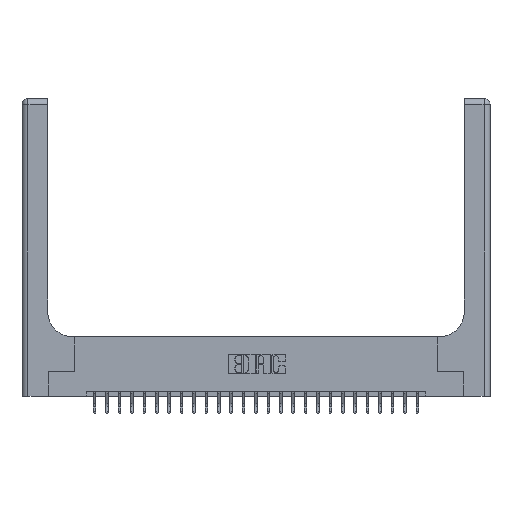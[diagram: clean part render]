
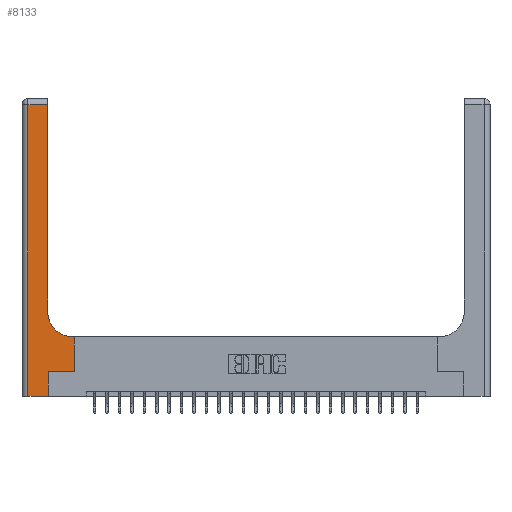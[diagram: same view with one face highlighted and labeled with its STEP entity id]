
A CAD part, top view. The second image highlights one B-rep face of the part: STEP entity #8133.
In plain terms, the highlighted planar face has unit normal (0, 0, 1).
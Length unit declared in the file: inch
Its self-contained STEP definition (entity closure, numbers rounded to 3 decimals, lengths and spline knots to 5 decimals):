
#205 = ORIENTED_EDGE ( 'NONE', *, *, #10556, .T. ) ;
#874 = DIRECTION ( 'NONE',  ( 0., -1., 0. ) ) ;
#1204 = EDGE_CURVE ( 'NONE', #2438, #23071, #23578, .T. ) ;
#1280 = EDGE_CURVE ( 'NONE', #23003, #16996, #4569, .T. ) ;
#1804 = CARTESIAN_POINT ( 'NONE',  ( 0.06, 2.94, 0.37 ) ) ;
#2438 = VERTEX_POINT ( 'NONE', #9193 ) ;
#2837 = CARTESIAN_POINT ( 'NONE',  ( 0.265, 0.25, 0.37 ) ) ;
#3023 = ORIENTED_EDGE ( 'NONE', *, *, #1204, .T. ) ;
#3066 = LINE ( 'NONE', #13325, #4230 ) ;
#3273 = AXIS2_PLACEMENT_3D ( 'NONE', #6180, #18219, #16536 ) ;
#3801 = CARTESIAN_POINT ( 'NONE',  ( 0.528, 0.25, 0.37 ) ) ;
#3832 = VERTEX_POINT ( 'NONE', #22023 ) ;
#3980 = DIRECTION ( 'NONE',  ( -1., 0., 0. ) ) ;
#4154 = ORIENTED_EDGE ( 'NONE', *, *, #5953, .T. ) ;
#4230 = VECTOR ( 'NONE', #9013, 39.37008 ) ;
#4325 = CARTESIAN_POINT ( 'NONE',  ( 0., 0., 0.37 ) ) ;
#4452 = DIRECTION ( 'NONE',  ( 1., 0., 0. ) ) ;
#4569 = LINE ( 'NONE', #4325, #13720 ) ;
#5953 = EDGE_CURVE ( 'NONE', #22493, #24603, #20431, .T. ) ;
#6180 = CARTESIAN_POINT ( 'NONE',  ( 0.51, 0.85, 0.37 ) ) ;
#6344 = VECTOR ( 'NONE', #25037, 39.37008 ) ;
#6671 = EDGE_CURVE ( 'NONE', #12935, #23003, #14490, .T. ) ;
#6827 = DIRECTION ( 'NONE',  ( 0., 1., 0. ) ) ;
#7490 = CARTESIAN_POINT ( 'NONE',  ( 0.265, 0., 0.37 ) ) ;
#7577 = ORIENTED_EDGE ( 'NONE', *, *, #6671, .T. ) ;
#8133 = ADVANCED_FACE ( 'NONE', ( #15022 ), #13086, .F. ) ;
#8327 = VECTOR ( 'NONE', #8581, 39.37008 ) ;
#8581 = DIRECTION ( 'NONE',  ( 0., 1., 0. ) ) ;
#9013 = DIRECTION ( 'NONE',  ( -1., 0., 0. ) ) ;
#9186 = VECTOR ( 'NONE', #3980, 39.37008 ) ;
#9193 = CARTESIAN_POINT ( 'NONE',  ( 0.528, 0.25, 0.37 ) ) ;
#9207 = ORIENTED_EDGE ( 'NONE', *, *, #1280, .T. ) ;
#9318 = LINE ( 'NONE', #7490, #6344 ) ;
#9386 = EDGE_LOOP ( 'NONE', ( #4154, #15241, #7577, #9207, #205, #22364, #3023, #23536, #11993 ) ) ;
#9468 = VECTOR ( 'NONE', #16920, 39.37008 ) ;
#10005 = CARTESIAN_POINT ( 'NONE',  ( 0.528, 0.6, 0.37 ) ) ;
#10438 = CARTESIAN_POINT ( 'NONE',  ( 0.26, 3., 0.37 ) ) ;
#10556 = EDGE_CURVE ( 'NONE', #16996, #12095, #9318, .T. ) ;
#10993 = EDGE_CURVE ( 'NONE', #23071, #3832, #3066, .T. ) ;
#11105 = DIRECTION ( 'NONE',  ( -1., 0., 0. ) ) ;
#11307 = CARTESIAN_POINT ( 'NONE',  ( 0.06, 0., 0.37 ) ) ;
#11993 = ORIENTED_EDGE ( 'NONE', *, *, #15865, .T. ) ;
#12095 = VERTEX_POINT ( 'NONE', #2837 ) ;
#12935 = VERTEX_POINT ( 'NONE', #1804 ) ;
#13086 = PLANE ( 'NONE',  #22461 ) ;
#13121 = VECTOR ( 'NONE', #6827, 39.37008 ) ;
#13126 = LINE ( 'NONE', #17847, #9186 ) ;
#13325 = CARTESIAN_POINT ( 'NONE',  ( 0.26, 0.6, 0.37 ) ) ;
#13720 = VECTOR ( 'NONE', #4452, 39.37008 ) ;
#14459 = CIRCLE ( 'NONE', #3273, 0.25 ) ;
#14490 = LINE ( 'NONE', #18614, #17075 ) ;
#15022 = FACE_OUTER_BOUND ( 'NONE', #9386, .T. ) ;
#15241 = ORIENTED_EDGE ( 'NONE', *, *, #22156, .T. ) ;
#15865 = EDGE_CURVE ( 'NONE', #3832, #22493, #14459, .T. ) ;
#16536 = DIRECTION ( 'NONE',  ( 1., 0., 0. ) ) ;
#16920 = DIRECTION ( 'NONE',  ( 1., 0., 0. ) ) ;
#16996 = VERTEX_POINT ( 'NONE', #24660 ) ;
#17075 = VECTOR ( 'NONE', #874, 39.37008 ) ;
#17188 = CARTESIAN_POINT ( 'NONE',  ( 0.265, 0.25, 0.37 ) ) ;
#17436 = CARTESIAN_POINT ( 'NONE',  ( 0.26, 0.85, 0.37 ) ) ;
#17593 = EDGE_CURVE ( 'NONE', #12095, #2438, #21319, .T. ) ;
#17847 = CARTESIAN_POINT ( 'NONE',  ( 0., 2.94, 0.37 ) ) ;
#18219 = DIRECTION ( 'NONE',  ( 0., 0., -1. ) ) ;
#18614 = CARTESIAN_POINT ( 'NONE',  ( 0.06, 3., 0.37 ) ) ;
#19046 = CARTESIAN_POINT ( 'NONE',  ( 0.26, 2.94, 0.37 ) ) ;
#20431 = LINE ( 'NONE', #10438, #13121 ) ;
#20965 = CARTESIAN_POINT ( 'NONE',  ( 0., 3., 0.37 ) ) ;
#21319 = LINE ( 'NONE', #17188, #9468 ) ;
#22023 = CARTESIAN_POINT ( 'NONE',  ( 0.51, 0.6, 0.37 ) ) ;
#22156 = EDGE_CURVE ( 'NONE', #24603, #12935, #13126, .T. ) ;
#22364 = ORIENTED_EDGE ( 'NONE', *, *, #17593, .T. ) ;
#22461 = AXIS2_PLACEMENT_3D ( 'NONE', #20965, #24915, #11105 ) ;
#22493 = VERTEX_POINT ( 'NONE', #17436 ) ;
#23003 = VERTEX_POINT ( 'NONE', #11307 ) ;
#23071 = VERTEX_POINT ( 'NONE', #10005 ) ;
#23536 = ORIENTED_EDGE ( 'NONE', *, *, #10993, .T. ) ;
#23578 = LINE ( 'NONE', #3801, #8327 ) ;
#24603 = VERTEX_POINT ( 'NONE', #19046 ) ;
#24660 = CARTESIAN_POINT ( 'NONE',  ( 0.265, 0., 0.37 ) ) ;
#24915 = DIRECTION ( 'NONE',  ( 0., 0., -1. ) ) ;
#25037 = DIRECTION ( 'NONE',  ( 0., 1., 0. ) ) ;
